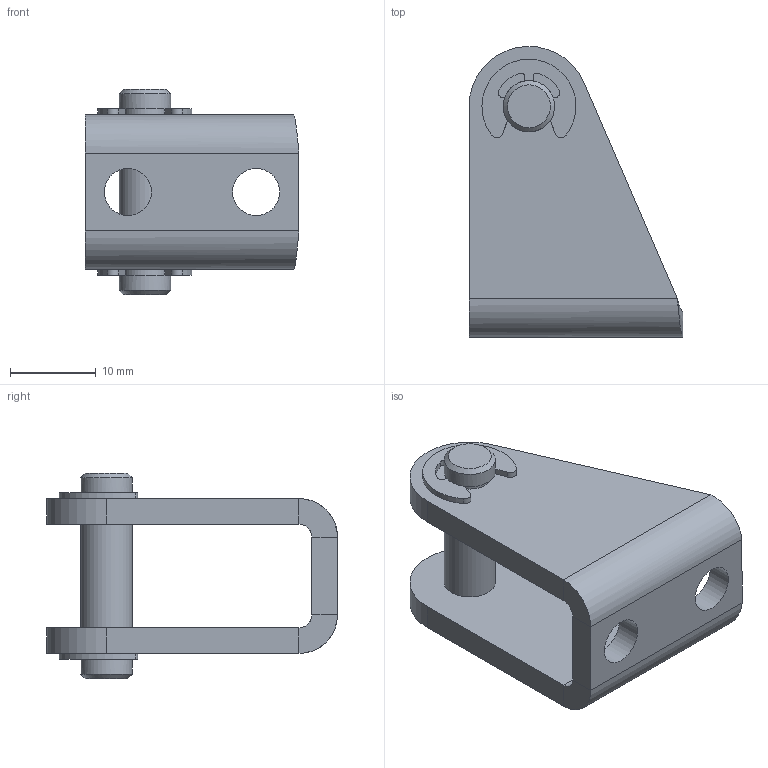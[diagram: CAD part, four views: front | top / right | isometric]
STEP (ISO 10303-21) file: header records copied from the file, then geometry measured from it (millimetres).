
FILE_DESCRIPTION((''),'2;1');
FILE_NAME('MCFI012.016.stp','2014-12-22T09:18:52',('carlo.corazza'),(''),'Autodesk Inventor 2012','Autodesk Inventor 2012','');
FILE_SCHEMA(('AUTOMOTIVE_DESIGN { 1 0 10303 214 1 1 1 1 }'));
Length unit declared in the file: millimetre
Products named in the file (1): MCFI012.016
Bounding box: 25 x 34 x 24 mm (x, y, z)
Volume: 4888.7 mm3; surface area: 3870.2 mm2
Topology: 1 solids, 1 shells, 87 faces, 221 edges, 134 vertices
Faces by surface type: cylinder 43, plane 40, cone 2, bspline 2
Full cylindrical faces by diameter (mm): 5.5 x2, 6 x3
Entity records: 2744 total; most frequent: CARTESIAN_POINT 490, DIRECTION 476, ORIENTED_EDGE 420, EDGE_CURVE 210, AXIS2_PLACEMENT_3D 184, VERTEX_POINT 130, VECTOR 108, LINE 108
